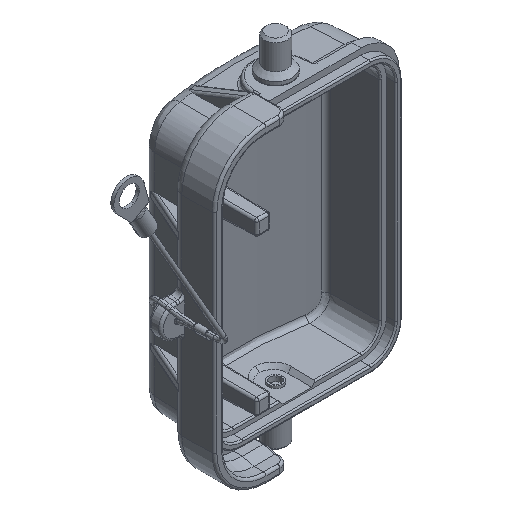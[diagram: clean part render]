
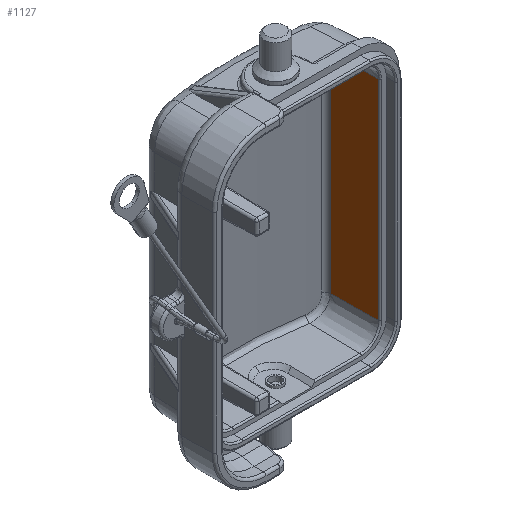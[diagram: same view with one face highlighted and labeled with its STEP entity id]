
A CAD part, isometric view. The second image highlights one B-rep face of the part: STEP entity #1127.
In plain terms, the highlighted planar face has unit normal (-1, -0.018, 0).
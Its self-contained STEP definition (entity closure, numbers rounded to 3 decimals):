
#475=FACE_OUTER_BOUND('',#1671,.T.);
#1127=ADVANCED_FACE('',(#475),#1397,.T.);
#1397=PLANE('',#6299);
#1671=EDGE_LOOP('',(#3002,#3003,#3004,#3005));
#3002=ORIENTED_EDGE('',*,*,#4968,.T.);
#3003=ORIENTED_EDGE('',*,*,#4969,.T.);
#3004=ORIENTED_EDGE('',*,*,#4970,.T.);
#3005=ORIENTED_EDGE('',*,*,#4910,.T.);
#4243=VERTEX_POINT('',#11158);
#4244=VERTEX_POINT('',#11194);
#4274=VERTEX_POINT('',#11473);
#4275=VERTEX_POINT('',#11477);
#4910=EDGE_CURVE('',#4244,#4243,#5493,.T.);
#4968=EDGE_CURVE('',#4243,#4274,#5522,.T.);
#4969=EDGE_CURVE('',#4274,#4275,#5523,.T.);
#4970=EDGE_CURVE('',#4275,#4244,#5524,.T.);
#5493=LINE('',#11193,#5843);
#5522=LINE('',#11474,#5872);
#5523=LINE('',#11476,#5873);
#5524=LINE('',#11478,#5874);
#5843=VECTOR('',#7429,1.);
#5872=VECTOR('',#7532,1.);
#5873=VECTOR('',#7535,1.);
#5874=VECTOR('',#7536,1.);
#6299=AXIS2_PLACEMENT_3D('',#11479,#7537,#7538);
#7429=DIRECTION('',(0.,0.,-1.));
#7532=DIRECTION('',(0.017,-1.,0.));
#7535=DIRECTION('',(0.,0.,1.));
#7536=DIRECTION('',(-0.017,1.,0.));
#7537=DIRECTION('',(-1.,-0.017,0.));
#7538=DIRECTION('',(0.017,-1.,0.));
#11158=CARTESIAN_POINT('',(17.369,12.368,-22.1));
#11193=CARTESIAN_POINT('',(17.369,12.368,-22.1));
#11194=CARTESIAN_POINT('',(17.369,12.368,22.));
#11473=CARTESIAN_POINT('',(17.545,2.295,-22.1));
#11474=CARTESIAN_POINT('',(17.55,2.,-22.1));
#11476=CARTESIAN_POINT('',(17.545,2.295,0.));
#11477=CARTESIAN_POINT('',(17.545,2.295,22.));
#11478=CARTESIAN_POINT('',(17.55,2.,22.));
#11479=CARTESIAN_POINT('',(17.55,2.,0.));
